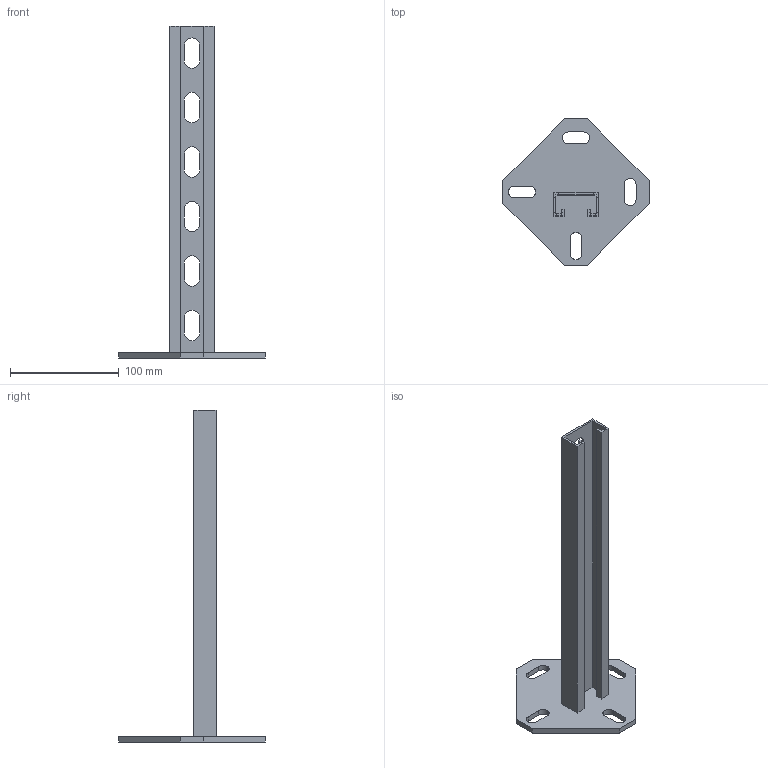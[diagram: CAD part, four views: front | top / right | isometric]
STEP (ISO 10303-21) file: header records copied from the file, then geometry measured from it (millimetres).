
FILE_DESCRIPTION (( 'STEP AP214' ), '1' );
FILE_NAME ('6342752.STEP', '2019-12-02T10:10:01', ( '' ), ( '' ), 'SwSTEP 2.0', 'SolidWorks 2018', '' );
FILE_SCHEMA (( 'AUTOMOTIVE_DESIGN' ));
Length unit declared in the file: millimetre
Products named in the file (3): 6342752; 055764_H=17; 011035_L=0300
Assembly tree (2 placements, depth 2):
  6342752
    055764_H=17
    011035_L=0300
Bounding box: 134.35 x 134.35 x 305 mm (x, y, z)
Volume: 110270.1 mm3; surface area: 84055.7 mm2
Topology: 2 solids, 2 shells, 100 faces, 288 edges, 192 vertices
Faces by surface type: plane 72, cylinder 28
Entity records: 3418 total; most frequent: CARTESIAN_POINT 585, ORIENTED_EDGE 576, DIRECTION 554, EDGE_CURVE 288, VECTOR 232, LINE 232, VERTEX_POINT 192, AXIS2_PLACEMENT_3D 161
